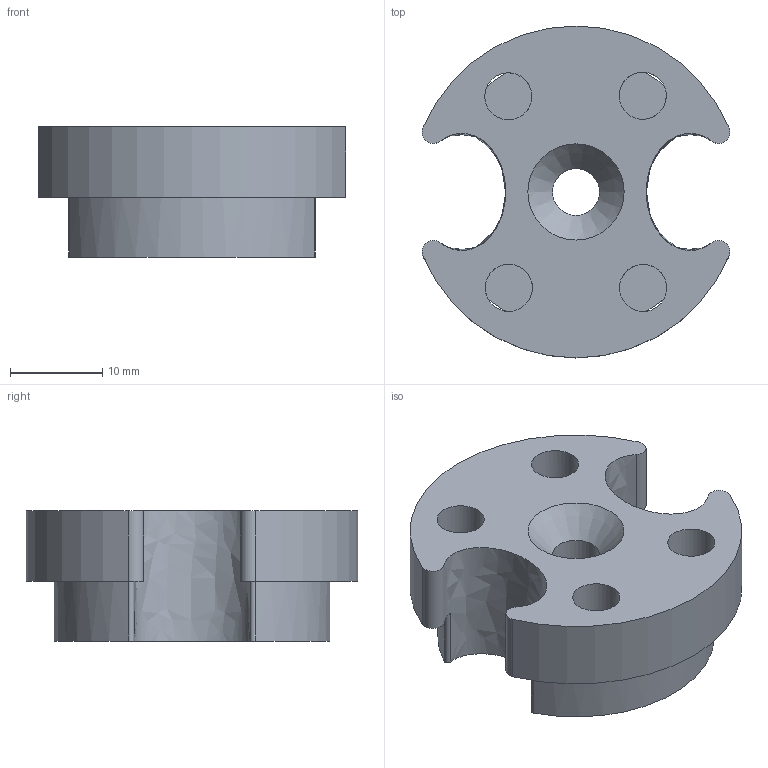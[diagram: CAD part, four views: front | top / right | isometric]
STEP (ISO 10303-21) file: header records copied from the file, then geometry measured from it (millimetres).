
FILE_DESCRIPTION(/* description */ (''),/* implementation_level */ '2;1');
FILE_NAME(/* name */ '30lb hub cap.step',/* time_stamp */ '2024-04-26T10:44:52-04:00',/* author */ (''),/* organization */ (''),/* preprocessor_version */ 'ST-DEVELOPER v20',/* originating_system */ 'Autodesk Translation Framework v12.20.1.177',/* authorisation */ '');
FILE_SCHEMA (('AUTOMOTIVE_DESIGN { 1 0 10303 214 3 1 1 }'));
Length unit declared in the file: inch
Products named in the file (1): 30lb hub end cap
Bounding box: 33.41 x 36 x 14.12 mm (x, y, z)
Volume: 8455.2 mm3; surface area: 4107.8 mm2
Topology: 1 solids, 1 shells, 37 faces, 114 edges, 76 vertices
Faces by surface type: cylinder 21, plane 13, bspline 2, cone 1
Full cylindrical faces by diameter (mm): 5.08 x1, 5.116 x4
Entity records: 1389 total; most frequent: DIRECTION 254, CARTESIAN_POINT 254, ORIENTED_EDGE 228, EDGE_CURVE 114, AXIS2_PLACEMENT_3D 104, VERTEX_POINT 76, CIRCLE 60, LINE 46
